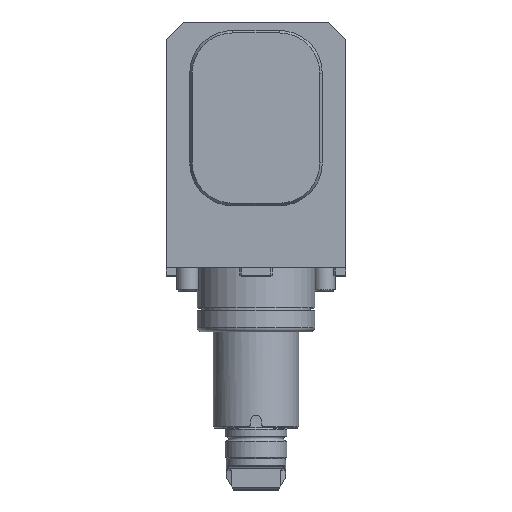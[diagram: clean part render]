
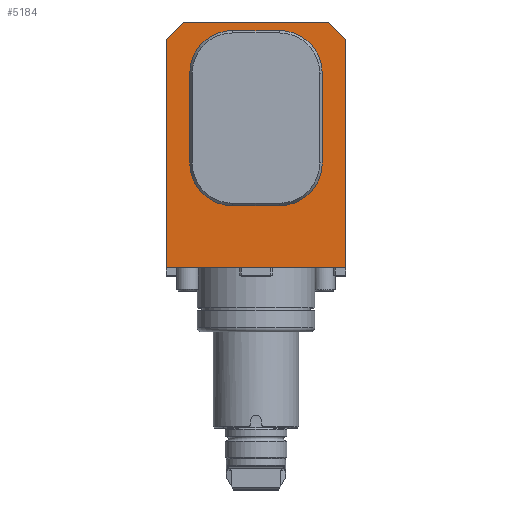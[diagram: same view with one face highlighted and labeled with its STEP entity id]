
A CAD part, top view. The second image highlights one B-rep face of the part: STEP entity #5184.
In plain terms, the highlighted planar face has unit normal (0, 0, 1).
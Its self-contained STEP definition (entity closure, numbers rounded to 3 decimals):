
#72 = AXIS2_PLACEMENT_3D ( 'NONE', #1383, #26810, #24315 ) ;
#212 = EDGE_LOOP ( 'NONE', ( #20217, #2905, #11942, #19825, #23385, #15108 ) ) ;
#798 = EDGE_CURVE ( 'NONE', #5108, #2844, #24742, .T. ) ;
#1123 = EDGE_CURVE ( 'NONE', #20433, #5108, #15563, .T. ) ;
#1383 = CARTESIAN_POINT ( 'NONE',  ( -11., -36., 53.5 ) ) ;
#1584 = CARTESIAN_POINT ( 'NONE',  ( 42., -160., 53.5 ) ) ;
#1588 = CARTESIAN_POINT ( 'NONE',  ( -11., 6., 53.5 ) ) ;
#1705 = CARTESIAN_POINT ( 'NONE',  ( -11., -56., 53.5 ) ) ;
#2028 = CARTESIAN_POINT ( 'NONE',  ( -31., 6., 53.5 ) ) ;
#2216 = DIRECTION ( 'NONE',  ( 0., 0., 1. ) ) ;
#2289 = DIRECTION ( 'NONE',  ( 0., 0., 1. ) ) ;
#2614 = CIRCLE ( 'NONE', #3519, 20. ) ;
#2844 = VERTEX_POINT ( 'NONE', #3349 ) ;
#2889 = ORIENTED_EDGE ( 'NONE', *, *, #10873, .F. ) ;
#2905 = ORIENTED_EDGE ( 'NONE', *, *, #19154, .T. ) ;
#2976 = VERTEX_POINT ( 'NONE', #20885 ) ;
#3225 = AXIS2_PLACEMENT_3D ( 'NONE', #16769, #2289, #19163 ) ;
#3349 = CARTESIAN_POINT ( 'NONE',  ( -11., 26., 53.5 ) ) ;
#3519 = AXIS2_PLACEMENT_3D ( 'NONE', #19081, #2216, #24933 ) ;
#3861 = EDGE_CURVE ( 'NONE', #2976, #13131, #27174, .T. ) ;
#4211 = CARTESIAN_POINT ( 'NONE',  ( 31., 6., 53.5 ) ) ;
#4338 = LINE ( 'NONE', #4211, #22276 ) ;
#4541 = AXIS2_PLACEMENT_3D ( 'NONE', #16459, #7921, #16304 ) ;
#4721 = VECTOR ( 'NONE', #7152, 1000. ) ;
#4743 = VECTOR ( 'NONE', #14668, 1000. ) ;
#4939 = CARTESIAN_POINT ( 'NONE',  ( -42., -160., 53.5 ) ) ;
#5108 = VERTEX_POINT ( 'NONE', #24504 ) ;
#5184 = ADVANCED_FACE ( 'Defeature completata2_14', ( #20213, #18531 ), #9699, .T. ) ;
#5204 = ORIENTED_EDGE ( 'NONE', *, *, #1123, .F. ) ;
#5491 = DIRECTION ( 'NONE',  ( 1., 0., 0. ) ) ;
#5924 = CARTESIAN_POINT ( 'NONE',  ( -42., -85., 53.5 ) ) ;
#6215 = DIRECTION ( 'NONE',  ( -1., 0., 0. ) ) ;
#6281 = EDGE_CURVE ( 'NONE', #11660, #13131, #20015, .T. ) ;
#7041 = DIRECTION ( 'NONE',  ( -0.707, 0.707, 0. ) ) ;
#7152 = DIRECTION ( 'NONE',  ( 0., 1., 0. ) ) ;
#7288 = LINE ( 'NONE', #4939, #4721 ) ;
#7371 = CARTESIAN_POINT ( 'NONE',  ( 31., -36., 53.5 ) ) ;
#7596 = VERTEX_POINT ( 'NONE', #7371 ) ;
#7687 = ORIENTED_EDGE ( 'NONE', *, *, #27169, .F. ) ;
#7921 = DIRECTION ( 'NONE',  ( 0., 0., 1. ) ) ;
#7964 = CARTESIAN_POINT ( 'NONE',  ( -42., -85., 53.5 ) ) ;
#8785 = CARTESIAN_POINT ( 'NONE',  ( -42., 30., 53.5 ) ) ;
#9053 = CARTESIAN_POINT ( 'NONE',  ( 34., 30., 53.5 ) ) ;
#9184 = AXIS2_PLACEMENT_3D ( 'NONE', #1588, #26589, #9716 ) ;
#9254 = CARTESIAN_POINT ( 'NONE',  ( -31., -36., 53.5 ) ) ;
#9699 = PLANE ( 'NONE',  #4541 ) ;
#9716 = DIRECTION ( 'NONE',  ( 1., 0., 0. ) ) ;
#10873 = EDGE_CURVE ( 'NONE', #14774, #19098, #27004, .T. ) ;
#10889 = CARTESIAN_POINT ( 'NONE',  ( -42., 22., 53.5 ) ) ;
#11180 = CARTESIAN_POINT ( 'NONE',  ( 31., 6., 53.5 ) ) ;
#11259 = CARTESIAN_POINT ( 'NONE',  ( -133., -69., 53.5 ) ) ;
#11318 = CARTESIAN_POINT ( 'NONE',  ( 42., 22., 53.5 ) ) ;
#11660 = VERTEX_POINT ( 'NONE', #11318 ) ;
#11669 = VECTOR ( 'NONE', #7041, 1000. ) ;
#11942 = ORIENTED_EDGE ( 'NONE', *, *, #6281, .T. ) ;
#12417 = VECTOR ( 'NONE', #25193, 1000. ) ;
#12655 = ORIENTED_EDGE ( 'NONE', *, *, #798, .F. ) ;
#12832 = VECTOR ( 'NONE', #23441, 1000. ) ;
#12894 = VECTOR ( 'NONE', #6215, 1000. ) ;
#12908 = DIRECTION ( 'NONE',  ( 0., -1., 0. ) ) ;
#13131 = VERTEX_POINT ( 'NONE', #9053 ) ;
#13320 = EDGE_CURVE ( 'NONE', #19098, #20737, #22861, .T. ) ;
#13799 = CARTESIAN_POINT ( 'NONE',  ( -31., 6., 53.5 ) ) ;
#14668 = DIRECTION ( 'NONE',  ( 0., 1., 0. ) ) ;
#14774 = VERTEX_POINT ( 'NONE', #9254 ) ;
#15108 = ORIENTED_EDGE ( 'NONE', *, *, #18767, .F. ) ;
#15563 = CIRCLE ( 'NONE', #3225, 20. ) ;
#15641 = CARTESIAN_POINT ( 'NONE',  ( -11., -56., 53.5 ) ) ;
#15904 = VERTEX_POINT ( 'NONE', #5924 ) ;
#16304 = DIRECTION ( 'NONE',  ( 1., 0., 0. ) ) ;
#16459 = CARTESIAN_POINT ( 'NONE',  ( -42., -160., 53.5 ) ) ;
#16769 = CARTESIAN_POINT ( 'NONE',  ( 11., 6., 53.5 ) ) ;
#17059 = LINE ( 'NONE', #11259, #12832 ) ;
#17818 = EDGE_CURVE ( 'NONE', #15904, #25981, #20125, .T. ) ;
#17876 = VECTOR ( 'NONE', #5491, 1000. ) ;
#18531 = FACE_OUTER_BOUND ( 'NONE', #212, .T. ) ;
#18767 = EDGE_CURVE ( 'NONE', #15904, #20753, #7288, .T. ) ;
#19081 = CARTESIAN_POINT ( 'NONE',  ( 11., -36., 53.5 ) ) ;
#19098 = VERTEX_POINT ( 'NONE', #15641 ) ;
#19154 = EDGE_CURVE ( 'NONE', #25981, #11660, #20511, .T. ) ;
#19163 = DIRECTION ( 'NONE',  ( 1., 0., 0. ) ) ;
#19281 = ORIENTED_EDGE ( 'NONE', *, *, #21265, .F. ) ;
#19408 = ORIENTED_EDGE ( 'NONE', *, *, #13320, .F. ) ;
#19421 = EDGE_LOOP ( 'NONE', ( #19281, #19408, #2889, #7687, #22228, #12655, #5204, #27351 ) ) ;
#19825 = ORIENTED_EDGE ( 'NONE', *, *, #3861, .F. ) ;
#19933 = EDGE_CURVE ( 'NONE', #2844, #21447, #22887, .T. ) ;
#20015 = LINE ( 'NONE', #25968, #11669 ) ;
#20125 = LINE ( 'NONE', #7964, #17876 ) ;
#20213 = FACE_BOUND ( 'NONE', #19421, .T. ) ;
#20217 = ORIENTED_EDGE ( 'NONE', *, *, #17818, .T. ) ;
#20433 = VERTEX_POINT ( 'NONE', #11180 ) ;
#20511 = LINE ( 'NONE', #1584, #4743 ) ;
#20737 = VERTEX_POINT ( 'NONE', #25679 ) ;
#20753 = VERTEX_POINT ( 'NONE', #10889 ) ;
#20885 = CARTESIAN_POINT ( 'NONE',  ( -34., 30., 53.5 ) ) ;
#21265 = EDGE_CURVE ( 'NONE', #20737, #7596, #2614, .T. ) ;
#21328 = DIRECTION ( 'NONE',  ( 0., 1., 0. ) ) ;
#21447 = VERTEX_POINT ( 'NONE', #13799 ) ;
#21856 = EDGE_CURVE ( 'NONE', #2976, #20753, #17059, .T. ) ;
#22228 = ORIENTED_EDGE ( 'NONE', *, *, #19933, .F. ) ;
#22276 = VECTOR ( 'NONE', #21328, 1000. ) ;
#22540 = VECTOR ( 'NONE', #25363, 1000. ) ;
#22861 = LINE ( 'NONE', #1705, #12417 ) ;
#22887 = CIRCLE ( 'NONE', #9184, 20. ) ;
#23385 = ORIENTED_EDGE ( 'NONE', *, *, #21856, .T. ) ;
#23441 = DIRECTION ( 'NONE',  ( -0.707, -0.707, 0. ) ) ;
#24153 = VECTOR ( 'NONE', #12908, 1000. ) ;
#24315 = DIRECTION ( 'NONE',  ( -1., 0., 0. ) ) ;
#24504 = CARTESIAN_POINT ( 'NONE',  ( 11., 26., 53.5 ) ) ;
#24742 = LINE ( 'NONE', #25147, #12894 ) ;
#24933 = DIRECTION ( 'NONE',  ( -1., 0., 0. ) ) ;
#25147 = CARTESIAN_POINT ( 'NONE',  ( -11., 26., 53.5 ) ) ;
#25193 = DIRECTION ( 'NONE',  ( 1., 0., 0. ) ) ;
#25363 = DIRECTION ( 'NONE',  ( 1., 0., 0. ) ) ;
#25522 = LINE ( 'NONE', #2028, #24153 ) ;
#25560 = EDGE_CURVE ( 'NONE', #7596, #20433, #4338, .T. ) ;
#25679 = CARTESIAN_POINT ( 'NONE',  ( 11., -56., 53.5 ) ) ;
#25831 = CARTESIAN_POINT ( 'NONE',  ( 42., -85., 53.5 ) ) ;
#25968 = CARTESIAN_POINT ( 'NONE',  ( 91., -27., 53.5 ) ) ;
#25981 = VERTEX_POINT ( 'NONE', #25831 ) ;
#26589 = DIRECTION ( 'NONE',  ( 0., 0., 1. ) ) ;
#26810 = DIRECTION ( 'NONE',  ( 0., 0., 1. ) ) ;
#27004 = CIRCLE ( 'NONE', #72, 20. ) ;
#27169 = EDGE_CURVE ( 'NONE', #21447, #14774, #25522, .T. ) ;
#27174 = LINE ( 'NONE', #8785, #22540 ) ;
#27351 = ORIENTED_EDGE ( 'NONE', *, *, #25560, .F. ) ;
